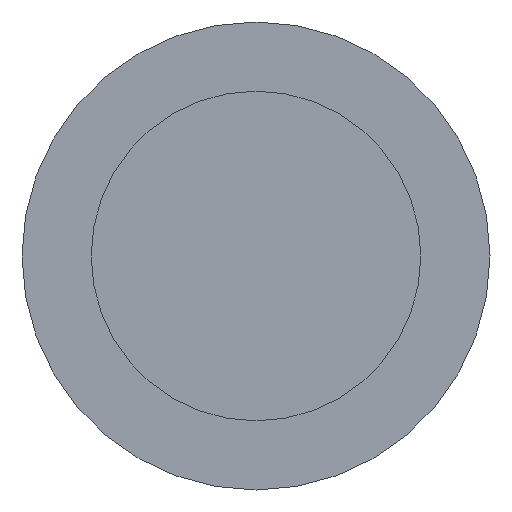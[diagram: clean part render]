
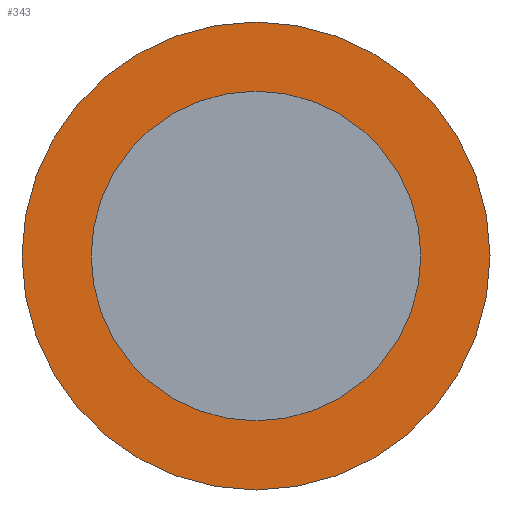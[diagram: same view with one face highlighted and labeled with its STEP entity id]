
A CAD part, front view. The second image highlights one B-rep face of the part: STEP entity #343.
In plain terms, the highlighted planar face has unit normal (0, -1, 0).
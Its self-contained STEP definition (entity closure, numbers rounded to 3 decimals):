
#19=FACE_BOUND('',#135,.T.);
#29=PLANE('',#401);
#108=FACE_OUTER_BOUND('',#134,.T.);
#134=EDGE_LOOP('',(#315));
#135=EDGE_LOOP('',(#316));
#154=CIRCLE('',#398,8.1);
#155=CIRCLE('',#400,11.5);
#180=VERTEX_POINT('',#619);
#181=VERTEX_POINT('',#623);
#224=EDGE_CURVE('',#180,#180,#154,.T.);
#226=EDGE_CURVE('',#181,#181,#155,.T.);
#315=ORIENTED_EDGE('',*,*,#226,.F.);
#316=ORIENTED_EDGE('',*,*,#224,.F.);
#343=ADVANCED_FACE('',(#108,#19),#29,.F.);
#398=AXIS2_PLACEMENT_3D('',#621,#506,#507);
#400=AXIS2_PLACEMENT_3D('',#625,#511,#512);
#401=AXIS2_PLACEMENT_3D('',#626,#513,#514);
#506=DIRECTION('center_axis',(0.,-1.,0.));
#507=DIRECTION('ref_axis',(1.,0.,0.));
#511=DIRECTION('center_axis',(0.,1.,0.));
#512=DIRECTION('ref_axis',(1.,0.,0.));
#513=DIRECTION('center_axis',(0.,1.,0.));
#514=DIRECTION('ref_axis',(1.,0.,0.));
#619=CARTESIAN_POINT('',(-8.1,2.,0.));
#621=CARTESIAN_POINT('Origin',(0.,2.,0.));
#623=CARTESIAN_POINT('',(-11.5,2.,0.));
#625=CARTESIAN_POINT('Origin',(0.,2.,0.));
#626=CARTESIAN_POINT('Origin',(0.,2.,0.));
